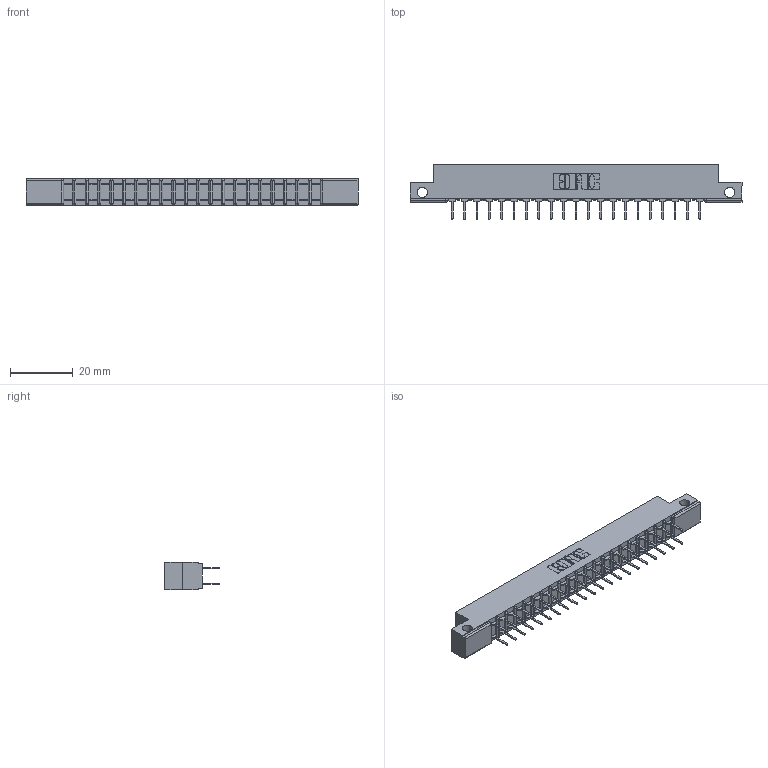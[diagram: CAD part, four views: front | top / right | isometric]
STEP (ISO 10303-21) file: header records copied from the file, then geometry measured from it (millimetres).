
FILE_DESCRIPTION (( 'STEP AP203' ), '1' );
FILE_NAME ('357-042-524-212.STEP', '2018-08-11T08:54:00', ( '' ), ( '' ), 'SwSTEP 2.0', 'SolidWorks 2016', '' );
FILE_SCHEMA (( 'CONFIG_CONTROL_DESIGN' ));
Length unit declared in the file: inch
Products named in the file (3): 307-290-001_524; 357-042-524-212; 307 Part_.128 Dia Side Mounting Holes
Assembly tree (43 placements, depth 2):
  357-042-524-212
    307 Part_.128 Dia Side Mounting Holes
    307-290-001_524  x42
Bounding box: 106.22 x 17.42 x 8.71 mm (x, y, z)
Volume: 6858.7 mm3; surface area: 11852.2 mm2
Topology: 43 solids, 43 shells, 2072 faces, 5783 edges, 3738 vertices
Faces by surface type: plane 1372, cylinder 656, sphere 44
Entity records: 21234 total; most frequent: CARTESIAN_POINT 3477, ORIENTED_EDGE 3442, DIRECTION 3415, EDGE_CURVE 1721, VECTOR 1311, LINE 1311, VERTEX_POINT 1114, AXIS2_PLACEMENT_3D 1052
